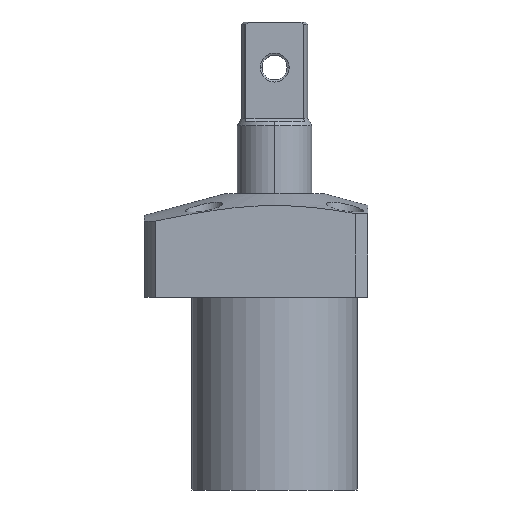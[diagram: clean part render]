
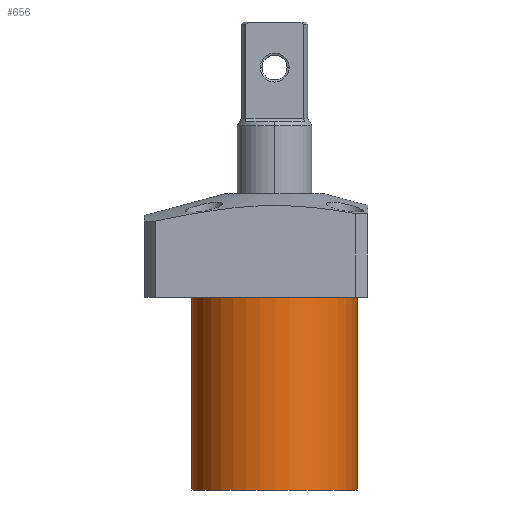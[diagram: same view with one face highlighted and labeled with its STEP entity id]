
A CAD part, front view. The second image highlights one B-rep face of the part: STEP entity #656.
In plain terms, the highlighted cylindrical face has radius 20 mm (diameter 40 mm), a partial arc.
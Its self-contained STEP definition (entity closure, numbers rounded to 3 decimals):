
#127 = CARTESIAN_POINT ( 'NONE',  ( 0., 0., -46.5 ) ) ;
#166 = CARTESIAN_POINT ( 'NONE',  ( 20., 0., -46.5 ) ) ;
#235 = AXIS2_PLACEMENT_3D ( 'NONE', #2232, #977, #2452 ) ;
#274 = EDGE_CURVE ( 'NONE', #2372, #2159, #2098, .T. ) ;
#287 = ORIENTED_EDGE ( 'NONE', *, *, #1928, .T. ) ;
#386 = DIRECTION ( 'NONE',  ( 0., 0., 1. ) ) ;
#413 = CARTESIAN_POINT ( 'NONE',  ( 0., 0., 0. ) ) ;
#589 = CARTESIAN_POINT ( 'NONE',  ( -20., 0., 0. ) ) ;
#613 = DIRECTION ( 'NONE',  ( 0., 0., 1. ) ) ;
#645 = EDGE_CURVE ( 'NONE', #1382, #2372, #2411, .T. ) ;
#656 = ADVANCED_FACE ( 'NONE', ( #2345 ), #1150, .T. ) ;
#658 = LINE ( 'NONE', #1386, #1768 ) ;
#966 = ORIENTED_EDGE ( 'NONE', *, *, #645, .F. ) ;
#977 = DIRECTION ( 'NONE',  ( 0., 0., 1. ) ) ;
#1150 = CYLINDRICAL_SURFACE ( 'NONE', #2025, 20. ) ;
#1317 = EDGE_CURVE ( 'NONE', #1681, #2159, #658, .T. ) ;
#1382 = VERTEX_POINT ( 'NONE', #1673 ) ;
#1386 = CARTESIAN_POINT ( 'NONE',  ( 20., 0., -46.5 ) ) ;
#1415 = VECTOR ( 'NONE', #2006, 1000. ) ;
#1444 = CARTESIAN_POINT ( 'NONE',  ( 20., 0., 0. ) ) ;
#1586 = DIRECTION ( 'NONE',  ( 0., 0., 1. ) ) ;
#1595 = AXIS2_PLACEMENT_3D ( 'NONE', #413, #613, #1872 ) ;
#1602 = CIRCLE ( 'NONE', #235, 20. ) ;
#1654 = EDGE_LOOP ( 'NONE', ( #966, #287, #2635, #2499 ) ) ;
#1673 = CARTESIAN_POINT ( 'NONE',  ( -20., 0., -46.5 ) ) ;
#1681 = VERTEX_POINT ( 'NONE', #166 ) ;
#1768 = VECTOR ( 'NONE', #386, 1000. ) ;
#1872 = DIRECTION ( 'NONE',  ( 1., 0., 0. ) ) ;
#1928 = EDGE_CURVE ( 'NONE', #1382, #1681, #1602, .T. ) ;
#2006 = DIRECTION ( 'NONE',  ( 0., 0., 1. ) ) ;
#2025 = AXIS2_PLACEMENT_3D ( 'NONE', #127, #1586, #2649 ) ;
#2098 = CIRCLE ( 'NONE', #1595, 20. ) ;
#2159 = VERTEX_POINT ( 'NONE', #1444 ) ;
#2232 = CARTESIAN_POINT ( 'NONE',  ( 0., 0., -46.5 ) ) ;
#2345 = FACE_OUTER_BOUND ( 'NONE', #1654, .T. ) ;
#2372 = VERTEX_POINT ( 'NONE', #589 ) ;
#2411 = LINE ( 'NONE', #2441, #1415 ) ;
#2441 = CARTESIAN_POINT ( 'NONE',  ( -20., 0., -46.5 ) ) ;
#2452 = DIRECTION ( 'NONE',  ( 1., 0., 0. ) ) ;
#2499 = ORIENTED_EDGE ( 'NONE', *, *, #274, .F. ) ;
#2635 = ORIENTED_EDGE ( 'NONE', *, *, #1317, .T. ) ;
#2649 = DIRECTION ( 'NONE',  ( 1., 0., 0. ) ) ;
